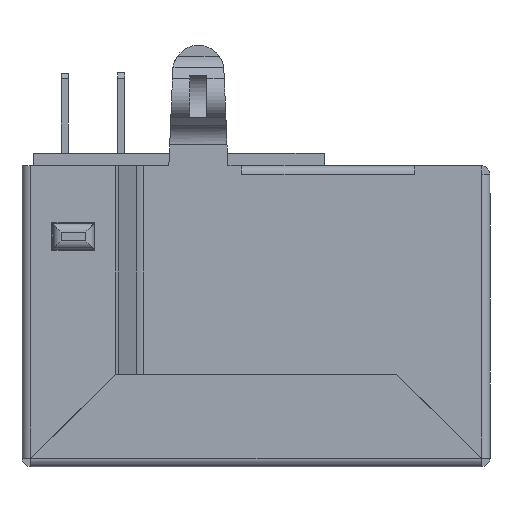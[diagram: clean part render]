
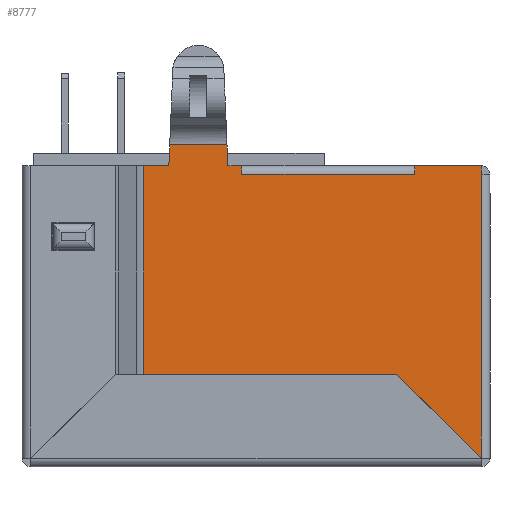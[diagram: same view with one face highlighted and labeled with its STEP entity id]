
A CAD part, left-side view. The second image highlights one B-rep face of the part: STEP entity #8777.
In plain terms, the highlighted face is planar.
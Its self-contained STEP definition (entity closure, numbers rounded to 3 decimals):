
#144=CIRCLE('',#9960,0.005);
#145=CIRCLE('',#9961,0.005);
#1373=ORIENTED_EDGE('',*,*,#3536,.T.);
#1374=ORIENTED_EDGE('',*,*,#3537,.T.);
#1375=ORIENTED_EDGE('',*,*,#3538,.T.);
#1376=ORIENTED_EDGE('',*,*,#3539,.T.);
#1377=ORIENTED_EDGE('',*,*,#3540,.F.);
#1378=ORIENTED_EDGE('',*,*,#3541,.F.);
#1379=ORIENTED_EDGE('',*,*,#3542,.T.);
#1380=ORIENTED_EDGE('',*,*,#3543,.T.);
#1381=ORIENTED_EDGE('',*,*,#3544,.T.);
#1382=ORIENTED_EDGE('',*,*,#3545,.F.);
#1383=ORIENTED_EDGE('',*,*,#3546,.F.);
#1384=ORIENTED_EDGE('',*,*,#3547,.T.);
#1385=ORIENTED_EDGE('',*,*,#3548,.T.);
#1386=ORIENTED_EDGE('',*,*,#3549,.T.);
#1387=ORIENTED_EDGE('',*,*,#3550,.T.);
#1388=ORIENTED_EDGE('',*,*,#3551,.T.);
#3536=EDGE_CURVE('',#4670,#4671,#5594,.T.);
#3537=EDGE_CURVE('',#4671,#4672,#5595,.T.);
#3538=EDGE_CURVE('',#4672,#4673,#5596,.T.);
#3539=EDGE_CURVE('',#4673,#4674,#5597,.T.);
#3540=EDGE_CURVE('',#4675,#4674,#5598,.T.);
#3541=EDGE_CURVE('',#4676,#4675,#5599,.T.);
#3542=EDGE_CURVE('',#4676,#4677,#5600,.T.);
#3543=EDGE_CURVE('',#4677,#4678,#5601,.T.);
#3544=EDGE_CURVE('',#4678,#4679,#5602,.T.);
#3545=EDGE_CURVE('',#4680,#4679,#5603,.T.);
#3546=EDGE_CURVE('',#4681,#4680,#144,.T.);
#3547=EDGE_CURVE('',#4681,#4682,#5604,.T.);
#3548=EDGE_CURVE('',#4682,#4683,#145,.T.);
#3549=EDGE_CURVE('',#4683,#4684,#5605,.T.);
#3550=EDGE_CURVE('',#4684,#4685,#5606,.T.);
#3551=EDGE_CURVE('',#4685,#4670,#5607,.T.);
#4670=VERTEX_POINT('',#14057);
#4671=VERTEX_POINT('',#14058);
#4672=VERTEX_POINT('',#14060);
#4673=VERTEX_POINT('',#14062);
#4674=VERTEX_POINT('',#14064);
#4675=VERTEX_POINT('',#14066);
#4676=VERTEX_POINT('',#14068);
#4677=VERTEX_POINT('',#14070);
#4678=VERTEX_POINT('',#14072);
#4679=VERTEX_POINT('',#14074);
#4680=VERTEX_POINT('',#14076);
#4681=VERTEX_POINT('',#14078);
#4682=VERTEX_POINT('',#14080);
#4683=VERTEX_POINT('',#14082);
#4684=VERTEX_POINT('',#14084);
#4685=VERTEX_POINT('',#14086);
#5594=LINE('',#14056,#6670);
#5595=LINE('',#14059,#6671);
#5596=LINE('',#14061,#6672);
#5597=LINE('',#14063,#6673);
#5598=LINE('',#14065,#6674);
#5599=LINE('',#14067,#6675);
#5600=LINE('',#14069,#6676);
#5601=LINE('',#14071,#6677);
#5602=LINE('',#14073,#6678);
#5603=LINE('',#14075,#6679);
#5604=LINE('',#14079,#6680);
#5605=LINE('',#14083,#6681);
#5606=LINE('',#14085,#6682);
#5607=LINE('',#14087,#6683);
#6670=VECTOR('',#11389,1000.);
#6671=VECTOR('',#11390,1000.);
#6672=VECTOR('',#11391,1000.);
#6673=VECTOR('',#11392,1000.);
#6674=VECTOR('',#11393,1000.);
#6675=VECTOR('',#11394,1000.);
#6676=VECTOR('',#11395,1000.);
#6677=VECTOR('',#11396,1000.);
#6678=VECTOR('',#11397,1000.);
#6679=VECTOR('',#11398,1000.);
#6680=VECTOR('',#11401,1000.);
#6681=VECTOR('',#11404,1000.);
#6682=VECTOR('',#11405,1000.);
#6683=VECTOR('',#11406,1000.);
#7421=EDGE_LOOP('',(#1373,#1374,#1375,#1376,#1377,#1378,#1379,#1380,#1381,
#1382,#1383,#1384,#1385,#1386,#1387,#1388));
#7919=FACE_BOUND('',#7421,.T.);
#8386=PLANE('',#9959);
#8777=ADVANCED_FACE('',(#7919),#8386,.T.);
#9959=AXIS2_PLACEMENT_3D('',#14055,#11387,#11388);
#9960=AXIS2_PLACEMENT_3D('',#14077,#11399,#11400);
#9961=AXIS2_PLACEMENT_3D('',#14081,#11402,#11403);
#11387=DIRECTION('',(1.,0.,0.));
#11388=DIRECTION('',(0.,1.,0.));
#11389=DIRECTION('',(0.,1.,0.));
#11390=DIRECTION('',(0.,0.042,0.999));
#11391=DIRECTION('',(0.,1.,0.));
#11392=DIRECTION('',(0.,0.,1.));
#11393=DIRECTION('',(0.,1.,0.));
#11394=DIRECTION('',(0.,0.713,-0.701));
#11395=DIRECTION('',(0.,0.,-1.));
#11396=DIRECTION('',(0.,0.,-1.));
#11397=DIRECTION('',(0.,1.,0.));
#11398=DIRECTION('',(0.,0.,-1.));
#11399=DIRECTION('',(1.,0.,0.));
#11400=DIRECTION('',(0.,1.,0.));
#11401=DIRECTION('',(0.,1.,0.));
#11402=DIRECTION('',(-1.,0.,0.));
#11403=DIRECTION('',(0.,-1.,0.));
#11404=DIRECTION('',(0.,0.,-1.));
#11405=DIRECTION('',(0.,1.,0.));
#11406=DIRECTION('',(0.,0.042,-0.999));
#14055=CARTESIAN_POINT('',(6.02,0.,0.));
#14056=CARTESIAN_POINT('',(6.02,9.242,-5.885));
#14057=CARTESIAN_POINT('',(6.02,9.273,-5.885));
#14058=CARTESIAN_POINT('',(6.02,11.292,-5.885));
#14059=CARTESIAN_POINT('',(6.02,11.517,-0.479));
#14060=CARTESIAN_POINT('',(6.02,11.322,-5.155));
#14061=CARTESIAN_POINT('',(6.02,0.224,-5.155));
#14062=CARTESIAN_POINT('',(6.02,12.227,-5.155));
#14063=CARTESIAN_POINT('',(6.02,12.227,-5.155));
#14064=CARTESIAN_POINT('',(6.02,12.227,2.205));
#14065=CARTESIAN_POINT('',(6.02,3.31,2.205));
#14066=CARTESIAN_POINT('',(6.02,3.31,2.205));
#14067=CARTESIAN_POINT('',(6.02,0.31,5.155));
#14068=CARTESIAN_POINT('',(6.02,0.31,5.155));
#14069=CARTESIAN_POINT('',(6.02,0.31,5.155));
#14070=CARTESIAN_POINT('',(6.02,0.31,-4.845));
#14071=CARTESIAN_POINT('',(6.02,0.31,5.155));
#14072=CARTESIAN_POINT('',(6.02,0.31,-5.155));
#14073=CARTESIAN_POINT('',(6.02,0.224,-5.155));
#14074=CARTESIAN_POINT('',(6.02,2.65,-5.155));
#14075=CARTESIAN_POINT('',(6.02,2.65,-5.155));
#14076=CARTESIAN_POINT('',(6.02,2.65,-4.845));
#14077=CARTESIAN_POINT('',(6.02,2.655,-4.845));
#14078=CARTESIAN_POINT('',(6.02,2.66,-4.845));
#14079=CARTESIAN_POINT('',(6.02,2.66,-4.845));
#14080=CARTESIAN_POINT('',(6.02,8.75,-4.845));
#14081=CARTESIAN_POINT('',(6.02,8.755,-4.845));
#14082=CARTESIAN_POINT('',(6.02,8.76,-4.845));
#14083=CARTESIAN_POINT('',(6.02,8.76,-5.155));
#14084=CARTESIAN_POINT('',(6.02,8.76,-5.155));
#14085=CARTESIAN_POINT('',(6.02,0.224,-5.155));
#14086=CARTESIAN_POINT('',(6.02,9.242,-5.155));
#14087=CARTESIAN_POINT('',(6.02,9.012,0.375));
